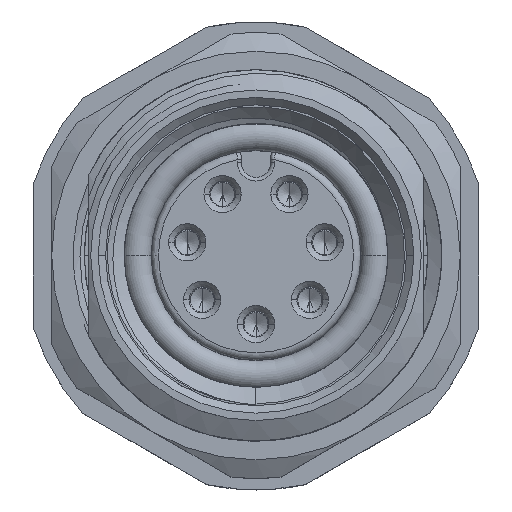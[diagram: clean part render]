
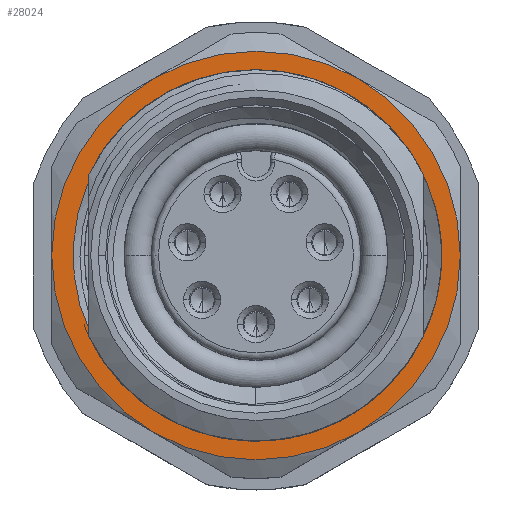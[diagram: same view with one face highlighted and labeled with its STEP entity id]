
A CAD part, top view. The second image highlights one B-rep face of the part: STEP entity #28024.
In plain terms, the highlighted planar face has unit normal (0, 0, 1).
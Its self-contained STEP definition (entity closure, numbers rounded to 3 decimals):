
#26828=CARTESIAN_POINT('',(-0.777,4.863,2.2));
#26829=CARTESIAN_POINT('',(-0.581,4.903,2.2));
#26830=CARTESIAN_POINT('',(-0.186,4.959,2.2));
#26831=CARTESIAN_POINT('',(0.416,4.97,2.2));
#26832=CARTESIAN_POINT('',(0.815,4.929,2.2));
#26833=CARTESIAN_POINT('',(1.015,4.896,2.2));
#26835=CARTESIAN_POINT('',(4.763,-1.521,2.2));
#26836=CARTESIAN_POINT('',(4.693,-1.711,2.2));
#26837=CARTESIAN_POINT('',(4.533,-2.079,2.2));
#26838=CARTESIAN_POINT('',(4.227,-2.598,2.2));
#26839=CARTESIAN_POINT('',(3.986,-2.914,2.2));
#26840=CARTESIAN_POINT('',(3.855,-3.065,2.2));
#26842=CARTESIAN_POINT('',(1.015,4.896,2.2));
#26843=CARTESIAN_POINT('',(1.209,4.856,2.2));
#26844=CARTESIAN_POINT('',(1.588,4.753,2.2));
#26845=CARTESIAN_POINT('',(2.132,4.535,2.2));
#26846=CARTESIAN_POINT('',(2.638,4.261,2.2));
#26847=CARTESIAN_POINT('',(3.114,3.927,2.2));
#26848=CARTESIAN_POINT('',(3.564,3.525,2.2));
#26849=CARTESIAN_POINT('',(3.985,3.044,2.2));
#26850=CARTESIAN_POINT('',(4.356,2.485,2.2));
#26851=CARTESIAN_POINT('',(4.653,1.873,2.2));
#26852=CARTESIAN_POINT('',(4.862,1.228,2.2));
#26853=CARTESIAN_POINT('',(4.977,0.594,2.2));
#26854=CARTESIAN_POINT('',(5.01,0.013,2.2));
#26855=CARTESIAN_POINT('',(4.982,-0.525,2.2));
#26856=CARTESIAN_POINT('',(4.901,-1.031,2.2));
#26857=CARTESIAN_POINT('',(4.815,-1.359,2.2));
#26858=CARTESIAN_POINT('',(4.763,-1.521,2.2));
#26860=CARTESIAN_POINT('',(0.,0.,2.2));
#26861=DIRECTION('',(0.,0.,1.));
#26862=DIRECTION('',(-1.,0.,0.));
#26863=AXIS2_PLACEMENT_3D('',#26860,#26861,#26862);
#26865=CARTESIAN_POINT('',(0.,0.,2.2));
#26866=DIRECTION('',(0.,0.,1.));
#26867=DIRECTION('',(-0.5,0.866,0.));
#26868=AXIS2_PLACEMENT_3D('',#26865,#26866,#26867);
#26870=CARTESIAN_POINT('',(0.,0.,2.2));
#26871=DIRECTION('',(0.,0.,1.));
#26872=DIRECTION('',(1.,0.,0.));
#26873=AXIS2_PLACEMENT_3D('',#26870,#26871,#26872);
#26875=CARTESIAN_POINT('',(0.,0.,2.2));
#26876=DIRECTION('',(0.,0.,1.));
#26877=DIRECTION('',(0.5,-0.866,0.));
#26878=AXIS2_PLACEMENT_3D('',#26875,#26876,#26877);
#27047=CARTESIAN_POINT('',(0.,0.,2.2));
#27048=DIRECTION('',(0.,0.,-1.));
#27049=DIRECTION('',(0.783,-0.622,0.));
#27050=AXIS2_PLACEMENT_3D('',#27047,#27048,#27049);
#27230=CARTESIAN_POINT('',(0.,0.,2.2));
#27231=DIRECTION('',(0.,0.,1.));
#27232=DIRECTION('',(-0.5,-0.866,0.));
#27233=AXIS2_PLACEMENT_3D('',#27230,#27231,#27232);
#27526=CARTESIAN_POINT('',(0.,0.,2.2));
#27527=DIRECTION('',(0.,0.,1.));
#27528=DIRECTION('',(0.5,0.866,0.));
#27529=AXIS2_PLACEMENT_3D('',#27526,#27527,#27528);
#27558=VERTEX_POINT('',#26828);
#27559=VERTEX_POINT('',#26833);
#27560=VERTEX_POINT('',#26858);
#27561=VERTEX_POINT('',#26840);
#27587=CARTESIAN_POINT('',(2.75,-4.763,2.2));
#27588=CARTESIAN_POINT('',(5.5,0.,2.2));
#27589=VERTEX_POINT('',#27587);
#27590=VERTEX_POINT('',#27588);
#27591=CARTESIAN_POINT('',(2.75,4.763,2.2));
#27592=VERTEX_POINT('',#27591);
#27593=CARTESIAN_POINT('',(-2.75,4.763,2.2));
#27594=CARTESIAN_POINT('',(-5.5,0.,2.2));
#27595=VERTEX_POINT('',#27593);
#27596=VERTEX_POINT('',#27594);
#27597=CARTESIAN_POINT('',(-2.75,-4.763,2.2));
#27598=VERTEX_POINT('',#27597);
#27996=CARTESIAN_POINT('',(0.,0.,2.2));
#27997=DIRECTION('',(0.,0.,1.));
#27998=DIRECTION('',(1.,0.,0.));
#27999=AXIS2_PLACEMENT_3D('',#27996,#27997,#27998);
#28000=PLANE('',#27999);
#28002=ORIENTED_EDGE('',*,*,#28001,.F.);
#28004=ORIENTED_EDGE('',*,*,#28003,.F.);
#28006=ORIENTED_EDGE('',*,*,#28005,.F.);
#28008=ORIENTED_EDGE('',*,*,#28007,.F.);
#28010=ORIENTED_EDGE('',*,*,#28009,.F.);
#28012=ORIENTED_EDGE('',*,*,#28011,.F.);
#28013=EDGE_LOOP('',(#28002,#28004,#28006,#28008,#28010,#28012));
#28014=FACE_OUTER_BOUND('',#28013,.F.);
#28016=ORIENTED_EDGE('',*,*,#28015,.F.);
#28018=ORIENTED_EDGE('',*,*,#28017,.F.);
#28020=ORIENTED_EDGE('',*,*,#28019,.F.);
#28021=ORIENTED_EDGE('',*,*,#27986,.F.);
#28022=EDGE_LOOP('',(#28016,#28018,#28020,#28021));
#28023=FACE_BOUND('',#28022,.F.);
#26834=B_SPLINE_CURVE_WITH_KNOTS('',3,(#26828,#26829,#26830,#26831,#26832,
#26833),.UNSPECIFIED.,.F.,.F.,(4,1,1,4),(0.,0.333,
0.667,1.),.UNSPECIFIED.);
#26841=B_SPLINE_CURVE_WITH_KNOTS('',3,(#26835,#26836,#26837,#26838,#26839,
#26840),.UNSPECIFIED.,.F.,.F.,(4,1,1,4),(0.,0.333,
0.667,1.),.UNSPECIFIED.);
#26859=B_SPLINE_CURVE_WITH_KNOTS('',3,(#26842,#26843,#26844,#26845,#26846,
#26847,#26848,#26849,#26850,#26851,#26852,#26853,#26854,#26855,#26856,#26857,
#26858),.UNSPECIFIED.,.F.,.F.,(4,1,1,1,1,1,1,1,1,1,1,1,1,1,4),(0.,
0.071,0.143,0.214,0.286,
0.357,0.429,0.5,0.571,0.643,
0.714,0.786,0.857,0.929,1.),
.UNSPECIFIED.);
#26864=CIRCLE('',#26863,5.5);
#26869=CIRCLE('',#26868,5.5);
#26874=CIRCLE('',#26873,5.5);
#26879=CIRCLE('',#26878,5.5);
#27051=CIRCLE('',#27050,4.925);
#27234=CIRCLE('',#27233,5.5);
#27530=CIRCLE('',#27529,5.5);
#27986=EDGE_CURVE('',#27559,#27560,#26859,.T.);
#28001=EDGE_CURVE('',#27598,#27589,#27234,.T.);
#28003=EDGE_CURVE('',#27596,#27598,#26864,.T.);
#28005=EDGE_CURVE('',#27595,#27596,#26869,.T.);
#28007=EDGE_CURVE('',#27592,#27595,#27530,.T.);
#28009=EDGE_CURVE('',#27590,#27592,#26874,.T.);
#28011=EDGE_CURVE('',#27589,#27590,#26879,.T.);
#28015=EDGE_CURVE('',#27558,#27559,#26834,.T.);
#28017=EDGE_CURVE('',#27561,#27558,#27051,.T.);
#28019=EDGE_CURVE('',#27560,#27561,#26841,.T.);
#28024=ADVANCED_FACE('',(#28014,#28023),#28000,.T.);
